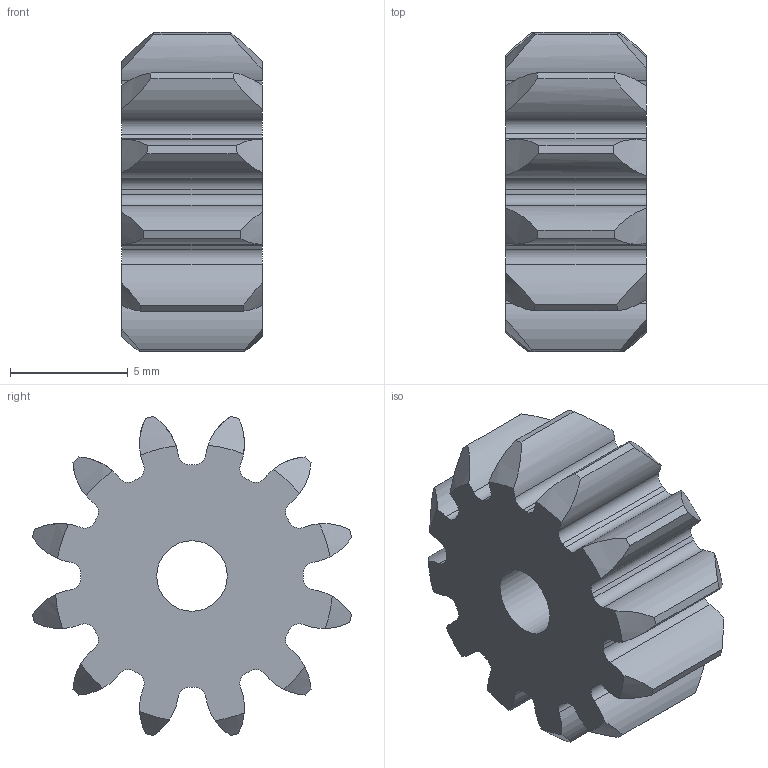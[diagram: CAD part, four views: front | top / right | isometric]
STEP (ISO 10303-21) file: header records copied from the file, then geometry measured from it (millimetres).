
FILE_DESCRIPTION(/* description */ ('STEP AP242','CAx-IF Rec.Pracs.---Representation and Presentation of Product Manufacturing Information (PMI)---4.0---2014-10-13','CAx-IF Rec.Pracs.---3D Tessellated Geometry---0.4---2014-09-14','2;1'),/* implementation_level */ '2;1');
FILE_NAME(/* name */ '659486a2be34dc4e93d6540e',/* time_stamp */ '2024-01-02T21:57:19Z',/* author */ (''),/* organization */ (''),/* preprocessor_version */ 'ST-DEVELOPER v19.4',/* originating_system */ ' ',/* authorisation */ ' ');
FILE_SCHEMA (('AP242_MANAGED_MODEL_BASED_3D_ENGINEERING_MIM_LF { 1 0 10303 442 1 1 4 }'));
Length unit declared in the file: metre
Products named in the file (1): Gear
Bounding box: 6 x 13.59 x 13.59 mm (x, y, z)
Volume: 583.3 mm3; surface area: 651 mm2
Topology: 1 solids, 1 shells, 99 faces, 316 edges, 219 vertices
Faces by surface type: cylinder 73, cone 24, plane 2
Full cylindrical faces by diameter (mm): 2.995 x1
Entity records: 3680 total; most frequent: CARTESIAN_POINT 848, ORIENTED_EDGE 628, DIRECTION 588, EDGE_CURVE 314, AXIS2_PLACEMENT_3D 246, VERTEX_POINT 218, CIRCLE 146, EDGE_LOOP 102
